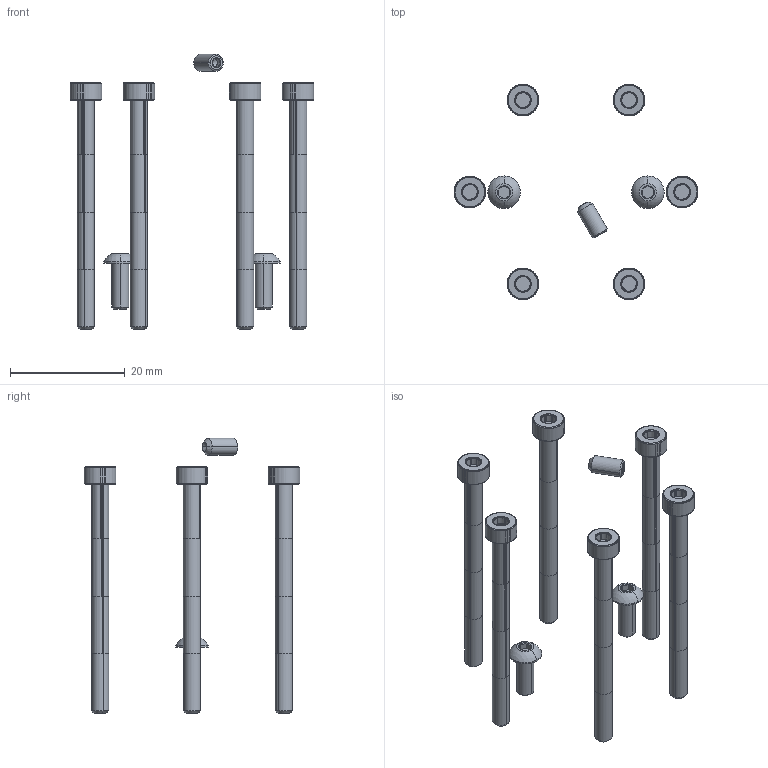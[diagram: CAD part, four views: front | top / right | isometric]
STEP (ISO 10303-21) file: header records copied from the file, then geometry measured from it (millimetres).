
FILE_DESCRIPTION (( 'STEP AP203' ), '1' );
FILE_NAME ('REV-41-1609.STEP', '2022-05-04T17:15:58', ( '' ), ( '' ), 'SwSTEP 2.0', 'SolidWorks 2022', '' );
FILE_SCHEMA (( 'CONFIG_CONTROL_DESIGN' ));
Length unit declared in the file: inch
Products named in the file (7): REV-41-1609; M3 SET SCREW_06mm Long; M3 SHCS SS_10mm Long; M3 SHCS SS_30mm Long; M3 BHCS SS_08mm Long; M3 SHCS SS_20mm Long; M3 SHCS SS_40mm Long
Assembly tree (27 placements, depth 2):
  REV-41-1609
    M3 SET SCREW_06mm Long
    M3 BHCS SS_08mm Long  x2
    M3 SHCS SS_10mm Long  x6
    M3 SHCS SS_20mm Long  x6
    M3 SHCS SS_30mm Long  x6
    M3 SHCS SS_40mm Long  x6
Bounding box: 42.45 x 37.5 x 48 mm (x, y, z)
Volume: 5923.3 mm3; surface area: 8549.2 mm2
Topology: 27 solids, 27 shells, 704 faces, 1311 edges, 710 vertices
Faces by surface type: cone 321, plane 273, cylinder 106, sphere 4
Entity records: 5453 total; most frequent: CARTESIAN_POINT 895, DIRECTION 762, ORIENTED_EDGE 596, AXIS2_PLACEMENT_3D 313, EDGE_CURVE 298, EDGE_LOOP 170, VERTEX_POINT 162, FACE_OUTER_BOUND 159
